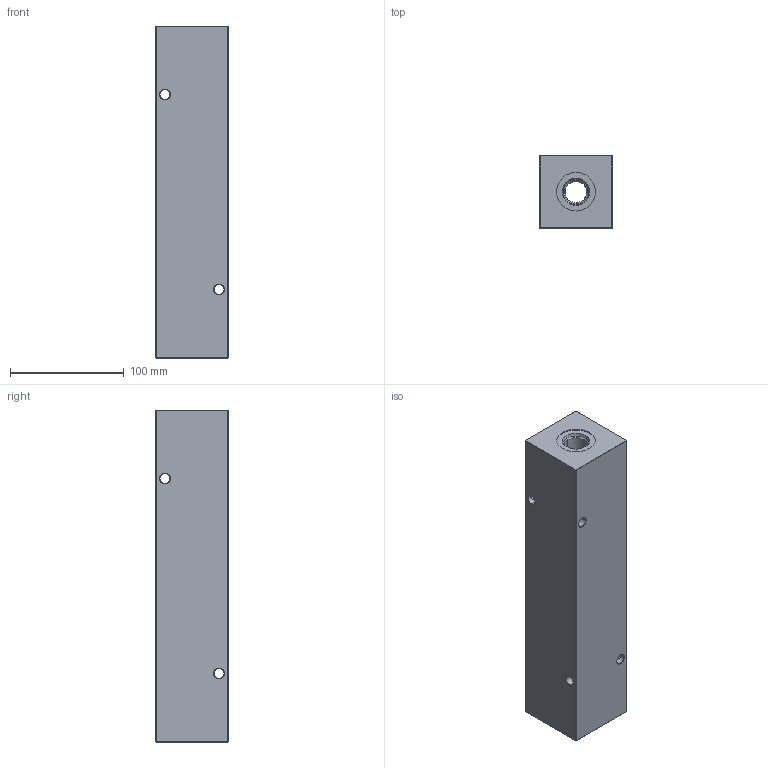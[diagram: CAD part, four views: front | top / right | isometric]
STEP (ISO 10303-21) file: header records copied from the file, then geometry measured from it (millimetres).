
FILE_DESCRIPTION (( 'STEP AP203' ), '1' );
FILE_NAME ('HM-5-90-S-10-6.STEP', '2020-11-09T22:12:53', ( '' ), ( '' ), 'SwSTEP 2.0', 'SolidWorks 2019', '' );
FILE_SCHEMA (( 'CONFIG_CONTROL_DESIGN' ));
Length unit declared in the file: inch
Products named in the file (1): HM-5-90-S-10-6
Bounding box: 63.5 x 63.5 x 292.1 mm (x, y, z)
Volume: 1044321.2 mm3; surface area: 111973.9 mm2
Topology: 1 solids, 1 shells, 620 faces, 1569 edges, 1000 vertices
Faces by surface type: plane 243, bspline 203, cone 88, cylinder 86
Entity records: 29274 total; most frequent: CARTESIAN_POINT 15587, ORIENTED_EDGE 3138, DIRECTION 2163, EDGE_CURVE 1569, VERTEX_POINT 1000, VECTOR 907, LINE 907, EDGE_LOOP 703
